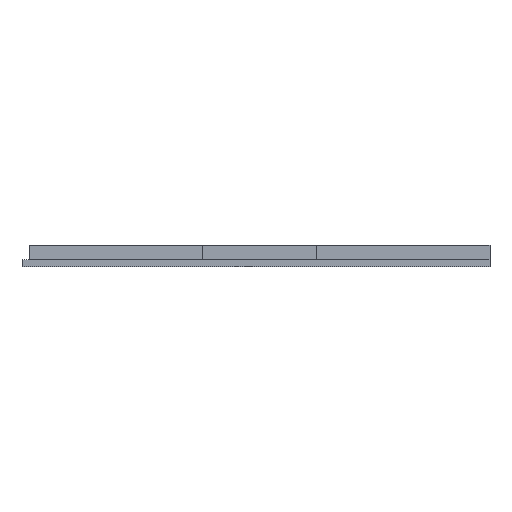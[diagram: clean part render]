
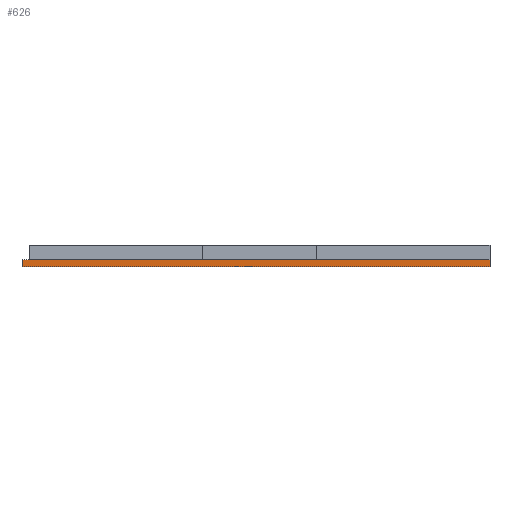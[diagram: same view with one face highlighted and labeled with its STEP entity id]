
A CAD part, front view. The second image highlights one B-rep face of the part: STEP entity #626.
In plain terms, the highlighted planar face has unit normal (0, -1, 0).
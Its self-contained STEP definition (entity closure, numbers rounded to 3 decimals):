
#70=CARTESIAN_POINT('Vertex',(200.,-592.5,0.)) ;
#73=CARTESIAN_POINT('Line Origine',(0.,-592.5,0.)) ;
#77=CARTESIAN_POINT('Vertex',(-200.,-592.5,0.)) ;
#535=CARTESIAN_POINT('Line Origine',(200.,-592.5,3.)) ;
#539=CARTESIAN_POINT('Vertex',(200.,-592.5,6.)) ;
#603=CARTESIAN_POINT('Axis2P3D Location',(200.,-592.5,0.)) ;
#608=CARTESIAN_POINT('Line Origine',(0.,-592.5,6.)) ;
#612=CARTESIAN_POINT('Vertex',(-200.,-592.5,6.)) ;
#615=CARTESIAN_POINT('Line Origine',(-200.,-592.5,3.)) ;
#74=DIRECTION('Vector Direction',(-1.,0.,0.)) ;
#536=DIRECTION('Vector Direction',(0.,0.,1.)) ;
#604=DIRECTION('Axis2P3D Direction',(0.,1.,-0.)) ;
#605=DIRECTION('Axis2P3D XDirection',(-1.,0.,0.)) ;
#609=DIRECTION('Vector Direction',(-1.,0.,0.)) ;
#616=DIRECTION('Vector Direction',(0.,0.,1.)) ;
#606=AXIS2_PLACEMENT_3D('Plane Axis2P3D',#603,#604,#605) ;
#621=ORIENTED_EDGE('',*,*,#614,.F.) ;
#622=ORIENTED_EDGE('',*,*,#619,.F.) ;
#623=ORIENTED_EDGE('',*,*,#79,.T.) ;
#624=ORIENTED_EDGE('',*,*,#541,.T.) ;
#75=VECTOR('Line Direction',#74,1.) ;
#537=VECTOR('Line Direction',#536,1.) ;
#610=VECTOR('Line Direction',#609,1.) ;
#617=VECTOR('Line Direction',#616,1.) ;
#626=ADVANCED_FACE('Corps principal',(#625),#607,.F.) ;
#79=EDGE_CURVE('',#78,#71,#76,.F.) ;
#541=EDGE_CURVE('',#71,#540,#538,.T.) ;
#614=EDGE_CURVE('',#613,#540,#611,.F.) ;
#619=EDGE_CURVE('',#78,#613,#618,.T.) ;
#620=EDGE_LOOP('',(#621,#622,#623,#624)) ;
#625=FACE_OUTER_BOUND('',#620,.T.) ;
#76=LINE('Line',#73,#75) ;
#538=LINE('Line',#535,#537) ;
#611=LINE('Line',#608,#610) ;
#618=LINE('Line',#615,#617) ;
#607=PLANE('Plane',#606) ;
#71=VERTEX_POINT('',#70) ;
#78=VERTEX_POINT('',#77) ;
#540=VERTEX_POINT('',#539) ;
#613=VERTEX_POINT('',#612) ;
